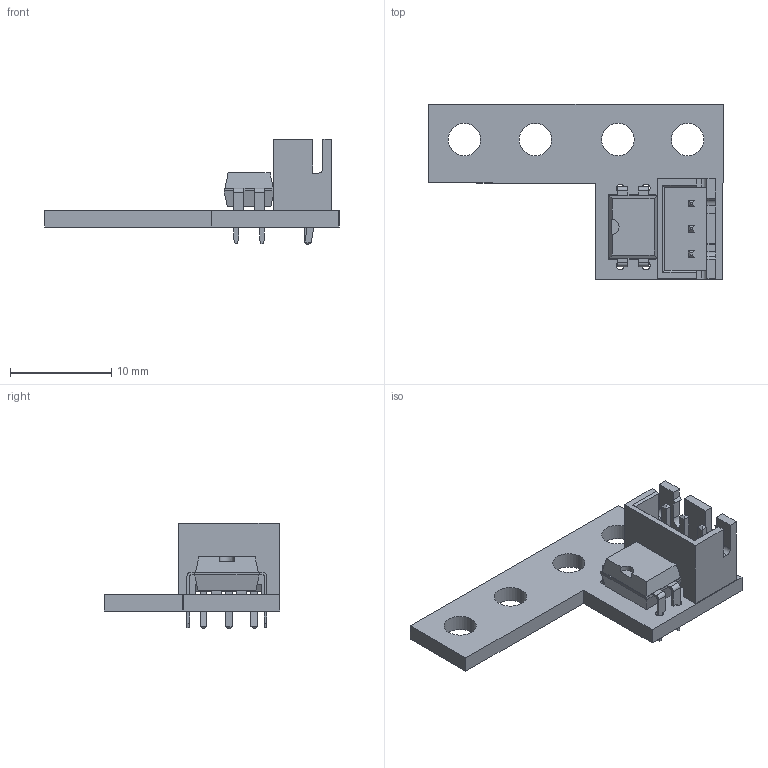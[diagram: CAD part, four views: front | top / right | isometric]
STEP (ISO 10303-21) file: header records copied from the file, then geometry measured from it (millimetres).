
FILE_DESCRIPTION(('KiCad electronic assembly'),'2;1');
FILE_NAME('Nichrome.step','2024-05-21T16:27:25',('Pcbnew'),('Kicad'), 'Open CASCADE STEP processor 7.7','KiCad to STEP converter','Unknown' );
FILE_SCHEMA(('AUTOMOTIVE_DESIGN { 1 0 10303 214 1 1 1 1 }'));
Length unit declared in the file: millimetre
Products named in the file (6): Nichrome 1; JST_XH_B3B-XH-A_1x03_P2.50mm_Vertical; JST_B3B_XH_A; DIP-4_W7.62mm; Nichrome_PCB
Assembly tree (5 placements, depth 3):
  Nichrome 1
    JST_XH_B3B-XH-A_1x03_P2.50mm_Vertical
      JST_B3B_XH_A
    DIP-4_W7.62mm
      DIP-4_W7.62mm
    Nichrome_PCB
Bounding box: 29 x 17.33 x 10.4 mm (x, y, z)
Volume: 791.2 mm3; surface area: 1546.8 mm2
Topology: 3 solids, 3 shells, 216 faces, 568 edges, 364 vertices
Faces by surface type: plane 176, cylinder 24, bspline 16
Full cylindrical faces by diameter (mm): 0.8 x4, 0.95 x3, 3.2 x4
Entity records: 8322 total; most frequent: CARTESIAN_POINT 1518, ORIENTED_EDGE 1136, DIRECTION 1011, EDGE_CURVE 568, LINE 499, VECTOR 499, VERTEX_POINT 364, AXIS2_PLACEMENT_3D 256
